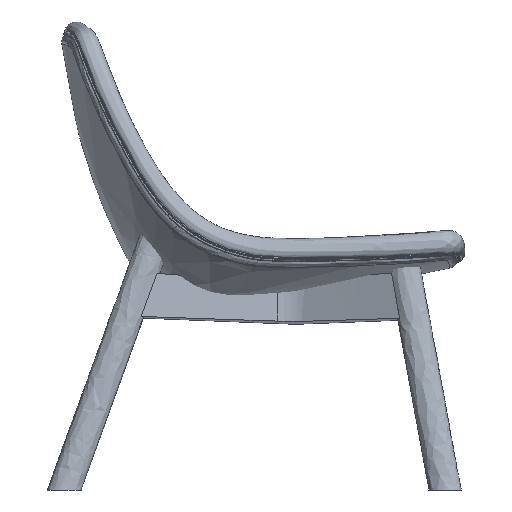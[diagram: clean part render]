
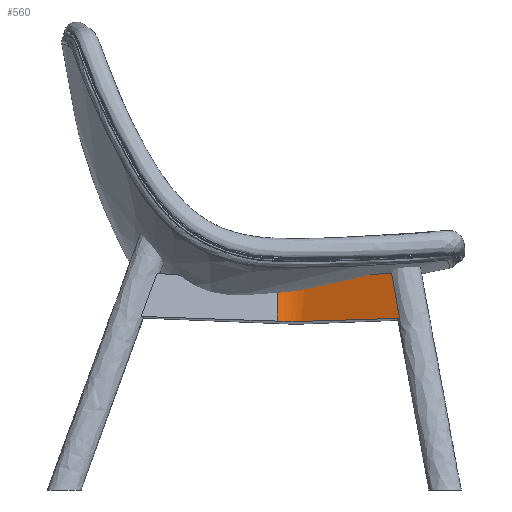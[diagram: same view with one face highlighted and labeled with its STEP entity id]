
A CAD part, left-side view. The second image highlights one B-rep face of the part: STEP entity #560.
In plain terms, the highlighted free-form (B-spline) face has degree [1, 3] with [2, 7] control points.
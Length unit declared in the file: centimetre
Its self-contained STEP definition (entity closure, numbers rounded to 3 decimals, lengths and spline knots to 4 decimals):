
#133=B_SPLINE_CURVE_WITH_KNOTS('',3,(#71592,#71593,#71594,#71595),
 .UNSPECIFIED.,.F.,.F.,(4,4),(-2132.568,-2074.8541),
 .UNSPECIFIED.);
#134=B_SPLINE_CURVE_WITH_KNOTS('',3,(#71596,#71597,#71598,#71599,#71600,
#71601,#71602,#71603,#71604,#71605,#71606,#71607,#71608,#71609,#71610,#71611),
 .UNSPECIFIED.,.F.,.F.,(4,2,2,2,3,3,4),(0.,12.6872,25.374,
38.0589,50.7439,116.1239,136.7642),
 .UNSPECIFIED.);
#135=B_SPLINE_CURVE_WITH_KNOTS('',1,(#71612,#71613),.UNSPECIFIED.,.F.,.F.,
(2,2),(-138.3606,-90.2187),.UNSPECIFIED.);
#136=B_SPLINE_CURVE_WITH_KNOTS('',3,(#71614,#71615,#71616,#71617,#71618,
#71619,#71620,#71621,#71622,#71623,#71624),.UNSPECIFIED.,.F.,.F.,(4,2,3,
2,4),(0.,25.2026,50.4052,160.9474,207.0967),
 .UNSPECIFIED.);
#137=B_SPLINE_CURVE_WITH_KNOTS('',3,(#71625,#71626,#71627,#71628),
 .UNSPECIFIED.,.F.,.F.,(4,4),(-73.3893,-0.7279),
 .UNSPECIFIED.);
#560=ADVANCED_FACE('',(#650),#1597,.T.);
#650=FACE_OUTER_BOUND('',#740,.T.);
#740=EDGE_LOOP('',(#998,#999,#1000,#1001,#1002));
#998=ORIENTED_EDGE('',*,*,#1288,.F.);
#999=ORIENTED_EDGE('',*,*,#1289,.F.);
#1000=ORIENTED_EDGE('',*,*,#1290,.T.);
#1001=ORIENTED_EDGE('',*,*,#1291,.T.);
#1002=ORIENTED_EDGE('',*,*,#1292,.T.);
#1288=EDGE_CURVE('',#1491,#1492,#133,.T.);
#1289=EDGE_CURVE('',#1494,#1491,#134,.T.);
#1290=EDGE_CURVE('',#1494,#1503,#135,.T.);
#1291=EDGE_CURVE('',#1503,#1504,#136,.T.);
#1292=EDGE_CURVE('',#1504,#1492,#137,.T.);
#1491=VERTEX_POINT('',#71505);
#1492=VERTEX_POINT('',#71506);
#1494=VERTEX_POINT('',#71508);
#1503=VERTEX_POINT('',#71517);
#1504=VERTEX_POINT('',#71518);
#1597=(
BOUNDED_SURFACE()
B_SPLINE_SURFACE(1,3,((#71467,#71468,#71469,#71470,#71471,#71472,#71473),
(#71474,#71475,#71476,#71477,#71478,#71479,#71480)),.UNSPECIFIED.,.F.,.F.,
 .F.)
B_SPLINE_SURFACE_WITH_KNOTS((2,2),(4,3,4),(0.,256.5063),(1996.2269,
2217.3024,2267.4725),.UNSPECIFIED.)
GEOMETRIC_REPRESENTATION_ITEM()
RATIONAL_B_SPLINE_SURFACE(((1.,1.,1.,1.,0.963,0.963,
1.),(1.,1.,1.,1.,0.963,0.963,1.)))
REPRESENTATION_ITEM('')
SURFACE()
);
#71467=CARTESIAN_POINT('',(-24.3756,1.937,-16.5077));
#71468=CARTESIAN_POINT('',(-21.5106,8.7218,-16.7572));
#71469=CARTESIAN_POINT('',(-18.4787,15.4357,-17.0225));
#71470=CARTESIAN_POINT('',(-15.6128,22.2202,-17.272));
#71471=CARTESIAN_POINT('',(-14.95,23.7892,-17.3297));
#71472=CARTESIAN_POINT('',(-14.8367,25.4898,-17.3353));
#71473=CARTESIAN_POINT('',(-15.2853,27.1332,-17.2881));
#71474=CARTESIAN_POINT('',(-21.9697,1.8599,9.0297));
#71475=CARTESIAN_POINT('',(-19.1048,8.6448,8.7803));
#71476=CARTESIAN_POINT('',(-16.0729,15.3587,8.5149));
#71477=CARTESIAN_POINT('',(-13.207,22.1431,8.2654));
#71478=CARTESIAN_POINT('',(-12.5442,23.7122,8.2077));
#71479=CARTESIAN_POINT('',(-12.4308,25.4127,8.2021));
#71480=CARTESIAN_POINT('',(-12.8795,27.0562,8.2494));
#71505=CARTESIAN_POINT('',(-17.4592,14.3941,-1.0218));
#71506=CARTESIAN_POINT('',(-19.767,9.1075,-0.8204));
#71508=CARTESIAN_POINT('',(-13.9876,27.0917,-3.5131));
#71517=CARTESIAN_POINT('',(-14.4392,27.1061,-8.306));
#71518=CARTESIAN_POINT('',(-21.0028,7.8245,-7.8647));
#71592=CARTESIAN_POINT('',(-17.4592,14.3941,-1.0218));
#71593=CARTESIAN_POINT('',(-18.2278,12.6316,-0.9547));
#71594=CARTESIAN_POINT('',(-18.9991,10.8703,-0.8874));
#71595=CARTESIAN_POINT('',(-19.767,9.1075,-0.8204));
#71596=CARTESIAN_POINT('',(-13.9876,27.0917,-3.5131));
#71597=CARTESIAN_POINT('',(-13.8731,26.6859,-3.4842));
#71598=CARTESIAN_POINT('',(-13.7922,26.272,-3.4456));
#71599=CARTESIAN_POINT('',(-13.6993,25.4371,-3.3515));
#71600=CARTESIAN_POINT('',(-13.6873,25.0175,-3.2963));
#71601=CARTESIAN_POINT('',(-13.7322,24.1827,-3.1717));
#71602=CARTESIAN_POINT('',(-13.7889,23.7689,-3.1026));
#71603=CARTESIAN_POINT('',(-13.9694,22.957,-2.9528));
#71604=CARTESIAN_POINT('',(-14.093,22.5601,-2.8724));
#71605=CARTESIAN_POINT('',(-14.2483,22.1765,-2.7874));
#71606=CARTESIAN_POINT('',(-15.0492,20.1977,-2.3489));
#71607=CARTESIAN_POINT('',(-15.8629,18.2262,-1.9001));
#71608=CARTESIAN_POINT('',(-16.682,16.2578,-1.4492));
#71609=CARTESIAN_POINT('',(-16.9406,15.6363,-1.3068));
#71610=CARTESIAN_POINT('',(-17.1997,15.0151,-1.1643));
#71611=CARTESIAN_POINT('',(-17.4592,14.3941,-1.0218));
#71612=CARTESIAN_POINT('',(-13.9876,27.0917,-3.5131));
#71613=CARTESIAN_POINT('',(-14.4392,27.1061,-8.306));
#71614=CARTESIAN_POINT('',(-14.4392,27.1061,-8.306));
#71615=CARTESIAN_POINT('',(-14.219,26.2979,-8.334));
#71616=CARTESIAN_POINT('',(-14.1352,25.4582,-8.3495));
#71617=CARTESIAN_POINT('',(-14.2477,23.7858,-8.3542));
#71618=CARTESIAN_POINT('',(-14.443,22.9648,-8.3433));
#71619=CARTESIAN_POINT('',(-14.7694,22.1932,-8.3197));
#71620=CARTESIAN_POINT('',(-16.2044,18.8009,-8.2157));
#71621=CARTESIAN_POINT('',(-17.6809,15.4262,-8.1077));
#71622=CARTESIAN_POINT('',(-19.7733,10.6432,-7.9546));
#71623=CARTESIAN_POINT('',(-20.3895,9.2345,-7.9095));
#71624=CARTESIAN_POINT('',(-21.0028,7.8245,-7.8647));
#71625=CARTESIAN_POINT('',(-21.0028,7.8245,-7.8647));
#71626=CARTESIAN_POINT('',(-20.5911,8.2523,-5.5166));
#71627=CARTESIAN_POINT('',(-20.1791,8.6799,-3.1685));
#71628=CARTESIAN_POINT('',(-19.767,9.1075,-0.8204));
